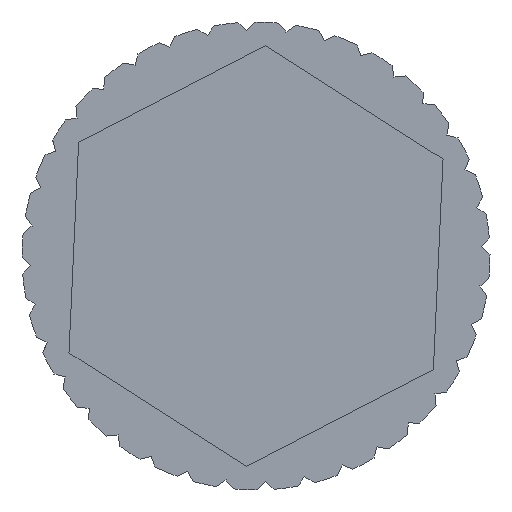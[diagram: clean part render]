
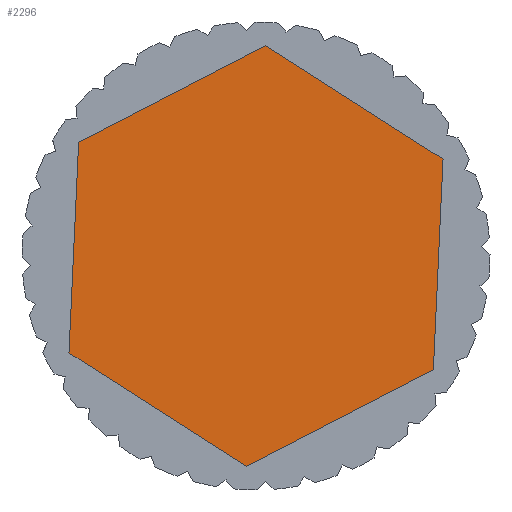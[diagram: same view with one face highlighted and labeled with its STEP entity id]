
A CAD part, left-side view. The second image highlights one B-rep face of the part: STEP entity #2296.
In plain terms, the highlighted planar face has unit normal (-1, 0, 0).
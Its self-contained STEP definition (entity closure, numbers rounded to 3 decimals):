
#314=LINE('',#3956,#512);
#318=LINE('',#3965,#516);
#321=LINE('',#3971,#519);
#324=LINE('',#3977,#522);
#327=LINE('',#3983,#525);
#330=LINE('',#3989,#528);
#512=VECTOR('',#3050,1000.);
#516=VECTOR('',#3056,1000.);
#519=VECTOR('',#3061,1000.);
#522=VECTOR('',#3066,1000.);
#525=VECTOR('',#3071,1000.);
#528=VECTOR('',#3076,1000.);
#1100=ORIENTED_EDGE('',*,*,#1540,.F.);
#1101=ORIENTED_EDGE('',*,*,#1544,.F.);
#1102=ORIENTED_EDGE('',*,*,#1547,.F.);
#1103=ORIENTED_EDGE('',*,*,#1550,.F.);
#1104=ORIENTED_EDGE('',*,*,#1553,.F.);
#1105=ORIENTED_EDGE('',*,*,#1556,.F.);
#1540=EDGE_CURVE('',#1775,#1776,#314,.F.);
#1544=EDGE_CURVE('',#1779,#1775,#318,.F.);
#1547=EDGE_CURVE('',#1781,#1779,#321,.F.);
#1550=EDGE_CURVE('',#1783,#1781,#324,.F.);
#1553=EDGE_CURVE('',#1785,#1783,#327,.F.);
#1556=EDGE_CURVE('',#1776,#1785,#330,.F.);
#1775=VERTEX_POINT('',#3957);
#1776=VERTEX_POINT('',#3958);
#1779=VERTEX_POINT('',#3966);
#1781=VERTEX_POINT('',#3972);
#1783=VERTEX_POINT('',#3978);
#1785=VERTEX_POINT('',#3984);
#1976=EDGE_LOOP('',(#1100,#1101,#1102,#1103,#1104,#1105));
#2096=FACE_BOUND('',#1976,.T.);
#2179=PLANE('',#2501);
#2296=ADVANCED_FACE('',(#2096),#2179,.F.);
#2501=AXIS2_PLACEMENT_3D('',#3992,#3080,#3081);
#3050=DIRECTION('',(0.,-0.866,0.5));
#3056=DIRECTION('',(0.,0.,1.));
#3061=DIRECTION('',(0.,0.866,0.5));
#3066=DIRECTION('',(0.,0.866,-0.5));
#3071=DIRECTION('',(0.,0.,-1.));
#3076=DIRECTION('',(0.,-0.866,-0.5));
#3080=DIRECTION('',(1.,0.,0.));
#3081=DIRECTION('',(0.,1.,0.));
#3956=CARTESIAN_POINT('',(129.249,-118.645,15.725));
#3957=CARTESIAN_POINT('',(129.249,-122.543,17.975));
#3958=CARTESIAN_POINT('',(129.249,-114.748,13.475));
#3965=CARTESIAN_POINT('',(129.249,-122.543,22.475));
#3966=CARTESIAN_POINT('',(129.249,-122.543,26.975));
#3971=CARTESIAN_POINT('',(129.249,-118.645,29.225));
#3972=CARTESIAN_POINT('',(129.249,-114.748,31.475));
#3977=CARTESIAN_POINT('',(129.249,-110.851,29.225));
#3978=CARTESIAN_POINT('',(129.249,-106.954,26.975));
#3983=CARTESIAN_POINT('',(129.249,-106.954,22.475));
#3984=CARTESIAN_POINT('',(129.249,-106.954,17.975));
#3989=CARTESIAN_POINT('',(129.249,-110.851,15.725));
#3992=CARTESIAN_POINT('',(129.249,-7.748,29.775));
